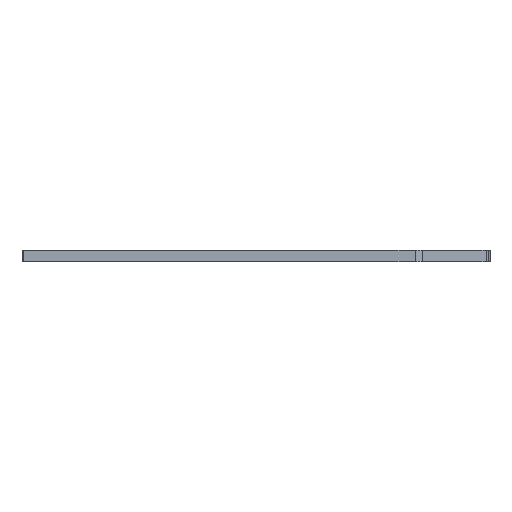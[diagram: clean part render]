
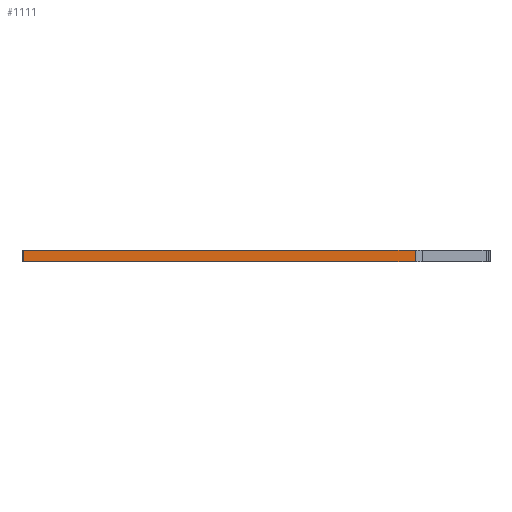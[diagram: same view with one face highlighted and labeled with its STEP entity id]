
A CAD part, left-side view. The second image highlights one B-rep face of the part: STEP entity #1111.
In plain terms, the highlighted planar face has unit normal (-1, 0, 0).
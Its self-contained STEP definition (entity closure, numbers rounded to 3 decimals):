
#217=CARTESIAN_POINT('',(154.272,-93.4,-7.48));
#218=VERTEX_POINT('',#217);
#226=CARTESIAN_POINT('',(154.272,-8.016,-7.48));
#227=VERTEX_POINT('',#226);
#228=CARTESIAN_POINT('',(154.272,-93.4,-7.48));
#229=DIRECTION('',(0.,1.,0.));
#230=VECTOR('',#229,85.384);
#231=LINE('',#228,#230);
#232=EDGE_CURVE('',#218,#227,#231,.T.);
#641=CARTESIAN_POINT('',(154.272,-8.016,-4.98));
#642=VERTEX_POINT('',#641);
#650=CARTESIAN_POINT('',(154.272,-93.4,-4.98));
#651=VERTEX_POINT('',#650);
#652=CARTESIAN_POINT('',(154.272,-93.4,-4.98));
#653=DIRECTION('',(0.,1.,0.));
#654=VECTOR('',#653,85.384);
#655=LINE('',#652,#654);
#656=EDGE_CURVE('',#651,#642,#655,.T.);
#1084=CARTESIAN_POINT('',(154.272,-8.016,-4.98));
#1085=DIRECTION('',(-0.,0.,-1.));
#1086=VECTOR('',#1085,2.5);
#1087=LINE('',#1084,#1086);
#1088=EDGE_CURVE('',#642,#227,#1087,.T.);
#1095=CARTESIAN_POINT('',(154.272,-50.708,-4.98));
#1096=DIRECTION('',(-1.,0.,0.));
#1097=DIRECTION('',(0.,-1.,-0.));
#1098=AXIS2_PLACEMENT_3D('',#1095,#1096,#1097);
#1099=PLANE('',#1098);
#1100=ORIENTED_EDGE('',*,*,#232,.F.);
#1101=CARTESIAN_POINT('',(154.272,-93.4,-4.98));
#1102=DIRECTION('',(-0.,0.,-1.));
#1103=VECTOR('',#1102,2.5);
#1104=LINE('',#1101,#1103);
#1105=EDGE_CURVE('',#651,#218,#1104,.T.);
#1106=ORIENTED_EDGE('',*,*,#1105,.F.);
#1107=ORIENTED_EDGE('',*,*,#656,.T.);
#1108=ORIENTED_EDGE('',*,*,#1088,.T.);
#1109=EDGE_LOOP('',(#1100,#1106,#1107,#1108));
#1110=FACE_BOUND('',#1109,.T.);
#1111=ADVANCED_FACE('',(#1110),#1099,.T.);
